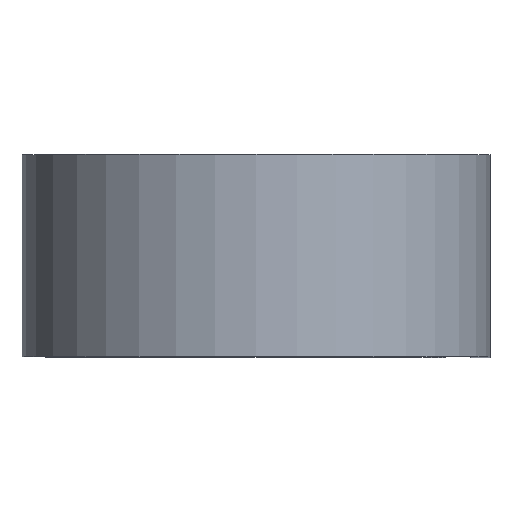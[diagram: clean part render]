
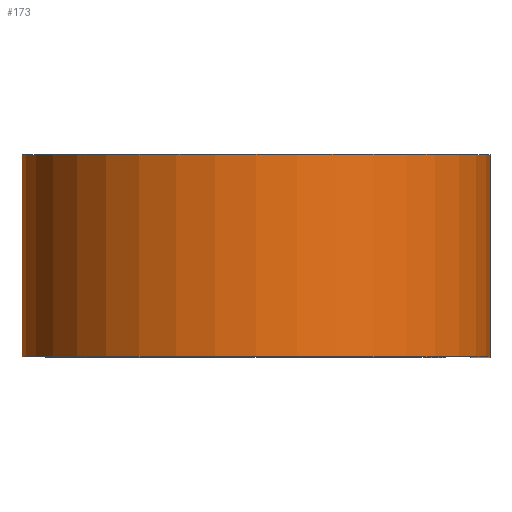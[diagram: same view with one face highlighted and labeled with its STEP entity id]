
A CAD part, top view. The second image highlights one B-rep face of the part: STEP entity #173.
In plain terms, the highlighted cylindrical face has radius 14.707 mm (diameter 29.413 mm), a partial arc.
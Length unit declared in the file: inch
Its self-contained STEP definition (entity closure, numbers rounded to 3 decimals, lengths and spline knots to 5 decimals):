
#38 = VERTEX_POINT ( 'NONE', #704 ) ;
#56 = EDGE_CURVE ( 'NONE', #450, #38, #312, .T. ) ;
#57 = ORIENTED_EDGE ( 'NONE', *, *, #314, .T. ) ;
#64 = AXIS2_PLACEMENT_3D ( 'NONE', #412, #621, #355 ) ;
#96 = CARTESIAN_POINT ( 'NONE',  ( 0.579, -0.25, 0. ) ) ;
#119 = VERTEX_POINT ( 'NONE', #96 ) ;
#152 = VECTOR ( 'NONE', #530, 39.37008 ) ;
#163 = EDGE_CURVE ( 'NONE', #450, #179, #353, .T. ) ;
#173 = ADVANCED_FACE ( 'NONE', ( #189 ), #318, .T. ) ;
#179 = VERTEX_POINT ( 'NONE', #582 ) ;
#180 = DIRECTION ( 'NONE',  ( 1., 0., 0. ) ) ;
#185 = DIRECTION ( 'NONE',  ( 0., 1., 0. ) ) ;
#189 = FACE_OUTER_BOUND ( 'NONE', #361, .T. ) ;
#238 = CARTESIAN_POINT ( 'NONE',  ( 0., -0.25, 0. ) ) ;
#265 = VECTOR ( 'NONE', #642, 39.37008 ) ;
#291 = AXIS2_PLACEMENT_3D ( 'NONE', #238, #185, #180 ) ;
#292 = CARTESIAN_POINT ( 'NONE',  ( 0., 0.25, 0. ) ) ;
#312 = LINE ( 'NONE', #524, #152 ) ;
#314 = EDGE_CURVE ( 'NONE', #38, #119, #406, .T. ) ;
#318 = CYLINDRICAL_SURFACE ( 'NONE', #64, 0.579 ) ;
#353 = CIRCLE ( 'NONE', #600, 0.579 ) ;
#355 = DIRECTION ( 'NONE',  ( 0., 0., -1. ) ) ;
#361 = EDGE_LOOP ( 'NONE', ( #57, #664, #656, #725 ) ) ;
#401 = DIRECTION ( 'NONE',  ( 0., 1., 0. ) ) ;
#406 = CIRCLE ( 'NONE', #291, 0.579 ) ;
#412 = CARTESIAN_POINT ( 'NONE',  ( 0., 0.25, 0. ) ) ;
#450 = VERTEX_POINT ( 'NONE', #711 ) ;
#490 = DIRECTION ( 'NONE',  ( 1., 0., 0. ) ) ;
#524 = CARTESIAN_POINT ( 'NONE',  ( 0., 0.25, -0.579 ) ) ;
#530 = DIRECTION ( 'NONE',  ( 0., -1., 0. ) ) ;
#582 = CARTESIAN_POINT ( 'NONE',  ( 0.579, 0.25, 0. ) ) ;
#600 = AXIS2_PLACEMENT_3D ( 'NONE', #292, #401, #490 ) ;
#621 = DIRECTION ( 'NONE',  ( 0., -1., 0. ) ) ;
#629 = CARTESIAN_POINT ( 'NONE',  ( 0.579, 0.25, 0. ) ) ;
#642 = DIRECTION ( 'NONE',  ( 0., -1., 0. ) ) ;
#656 = ORIENTED_EDGE ( 'NONE', *, *, #163, .F. ) ;
#664 = ORIENTED_EDGE ( 'NONE', *, *, #697, .F. ) ;
#697 = EDGE_CURVE ( 'NONE', #179, #119, #706, .T. ) ;
#704 = CARTESIAN_POINT ( 'NONE',  ( 0., -0.25, -0.579 ) ) ;
#706 = LINE ( 'NONE', #629, #265 ) ;
#711 = CARTESIAN_POINT ( 'NONE',  ( 0., 0.25, -0.579 ) ) ;
#725 = ORIENTED_EDGE ( 'NONE', *, *, #56, .T. ) ;
